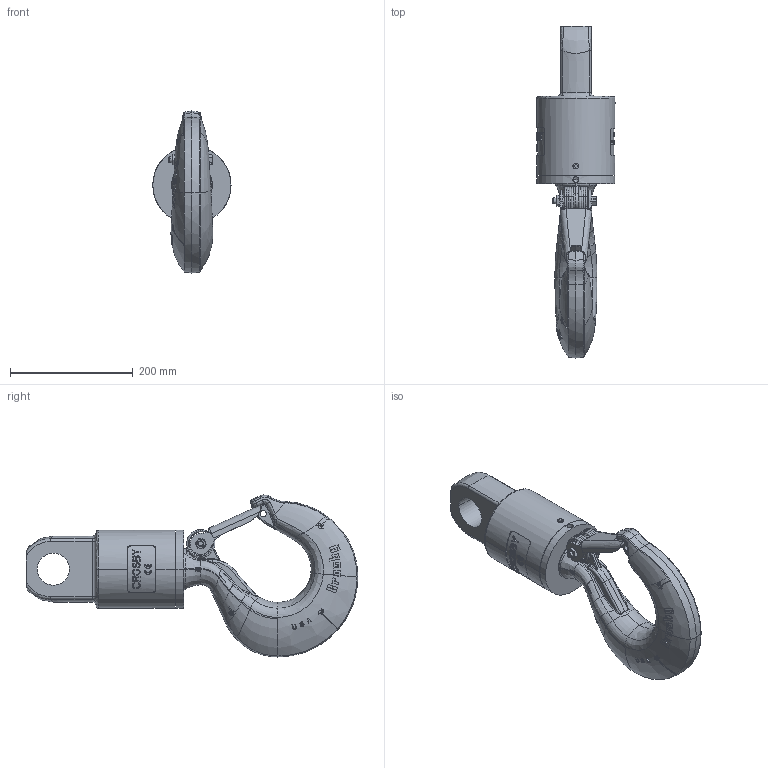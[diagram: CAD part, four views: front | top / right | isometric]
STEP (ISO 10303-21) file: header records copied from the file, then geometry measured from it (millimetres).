
FILE_DESCRIPTION((''),'2;1');
FILE_NAME('CROSBY_SWIVEL_15-S-6_0297869','2013-05-29T',('Alan Doughty'),('The Crosby Group LLC'),'PRO/ENGINEER BY PARAMETRIC TECHNOLOGY CORPORATION, 2012420','PRO/ENGINEER BY PARAMETRIC TECHNOLOGY CORPORATION, 2012420','');
FILE_SCHEMA(('AUTOMOTIVE_DESIGN { 1 0 10303 214 1 1 1 1 }'));
Products named in the file (1): CROSBY_SWIVEL_15-S-6_0297869
Bounding box: 127.25 x 540.16 x 263.62 mm (x, y, z)
Volume: 3915751.8 mm3; surface area: 265714.5 mm2
Topology: 2 solids, 2 shells, 1302 faces, 3452 edges, 2196 vertices
Faces by surface type: plane 820, bspline 257, cylinder 123, torus 66, cone 32, extrusion 2, sphere 2
Entity records: 68105 total; most frequent: CARTESIAN_POINT 29121, ORIENTED_EDGE 6890, DIRECTION 4343, PRESENTATION_STYLE_ASSIGNMENT 3447, STYLED_ITEM 3447, CURVE_STYLE 3445, EDGE_CURVE 3445, VERTEX_POINT 2196
